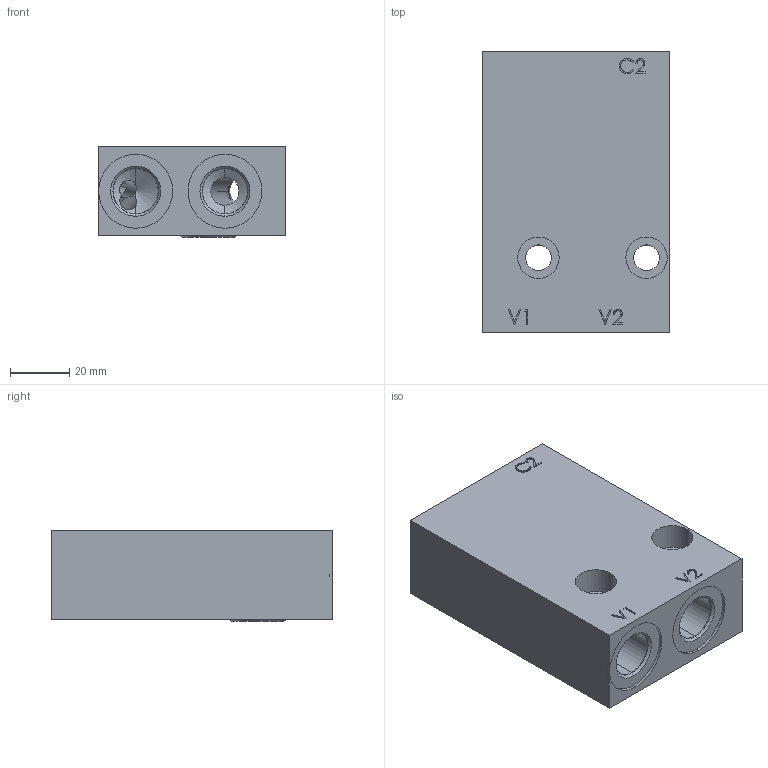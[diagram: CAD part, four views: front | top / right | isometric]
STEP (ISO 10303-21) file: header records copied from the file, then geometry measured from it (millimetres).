
FILE_DESCRIPTION (( 'STEP AP203' ), '1' );
FILE_NAME ('ML-60-CAW-11A3-G03-Z06.STEP', '2026-02-25T08:30:14', ( '' ), ( '' ), 'SwSTEP 2.0', 'SolidWorks 2018', '' );
FILE_SCHEMA (( 'CONFIG_CONTROL_DESIGN' ));
Length unit declared in the file: millimetre
Products named in the file (3): ML-60-CAW-11A3-G03-Z06; 6ED060CAWXXG03A001_目錄用; 4KAA113AA001
Assembly tree (2 placements, depth 2):
  ML-60-CAW-11A3-G03-Z06
    4KAA113AA001
    6ED060CAWXXG03A001_目錄用
Bounding box: 63.5 x 95.3 x 30.72 mm (x, y, z)
Volume: 140939.4 mm3; surface area: 33599.7 mm2
Topology: 2 solids, 2 shells, 172 faces, 439 edges, 277 vertices
Faces by surface type: plane 54, cylinder 48, cone 41, bspline 21, torus 8
Entity records: 7435 total; most frequent: CARTESIAN_POINT 3138, ORIENTED_EDGE 874, DIRECTION 756, EDGE_CURVE 437, VERTEX_POINT 277, AXIS2_PLACEMENT_3D 269, VECTOR 218, LINE 218
